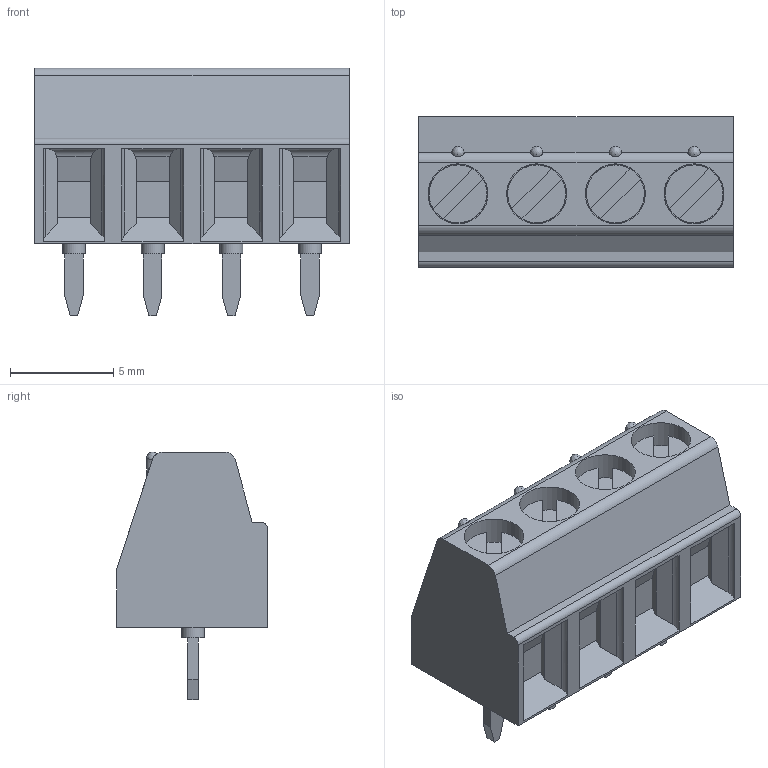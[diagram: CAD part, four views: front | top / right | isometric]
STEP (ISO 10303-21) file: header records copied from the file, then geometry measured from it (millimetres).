
FILE_DESCRIPTION(/* description */ (''),/* implementation_level */ '2;1');
FILE_NAME(/* name */ 'PHOENIX_1727036.stp',/* time_stamp */ '2017-08-30T10:19:54+02:00',/* author */ ('jchouvet'),/* organization */ (''),/* preprocessor_version */ 'ST-DEVELOPER v16.1',/* originating_system */ 'AutoCAD Mechanical',/* authorisation */ '');
FILE_SCHEMA (('AUTOMOTIVE_DESIGN { 1 0 10303 214 3 1 1 }'));
Length unit declared in the file: millimetre
Products named in the file (1): Product
Bounding box: 15.24 x 7.3 x 12 mm (x, y, z)
Volume: 745.1 mm3; surface area: 823.8 mm2
Topology: 17 solids, 17 shells, 211 faces, 532 edges, 359 vertices
Faces by surface type: plane 158, cylinder 45, cone 4, bspline 4
Full cylindrical faces by diameter (mm): 0.457 x1, 1.1 x4, 2.8 x4, 2.9 x4
Entity records: 6973 total; most frequent: CARTESIAN_POINT 1884, DIRECTION 1032, ORIENTED_EDGE 1012, EDGE_CURVE 506, LINE 364, VECTOR 364, VERTEX_POINT 354, AXIS2_PLACEMENT_3D 334
